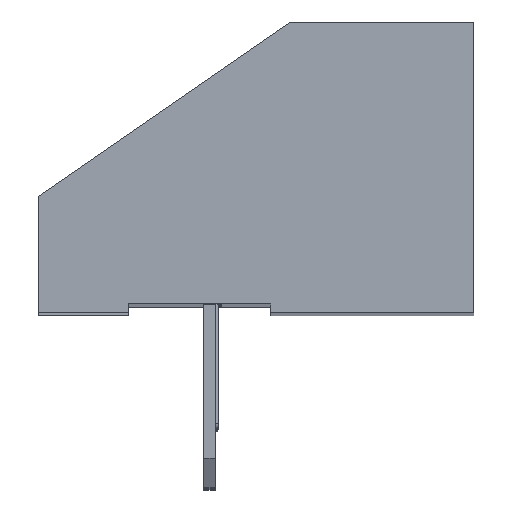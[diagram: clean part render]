
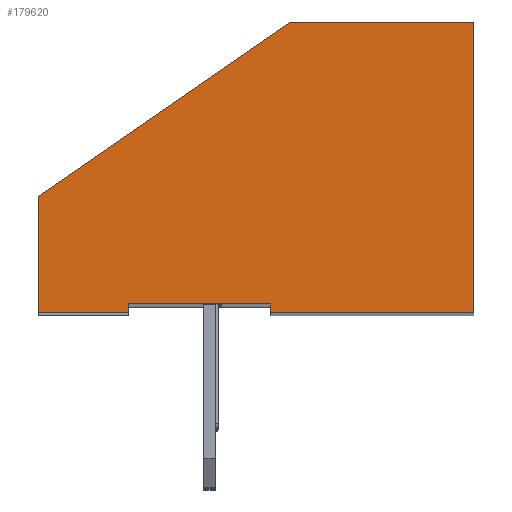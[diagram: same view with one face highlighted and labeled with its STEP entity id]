
A CAD part, top view. The second image highlights one B-rep face of the part: STEP entity #179620.
In plain terms, the highlighted planar face has unit normal (0, 0, 1).
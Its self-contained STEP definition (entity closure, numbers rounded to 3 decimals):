
#200=CARTESIAN_POINT('',(-47.062,2.509,44.66));
#210=VERTEX_POINT('',#200);
#240=CARTESIAN_POINT('',(-47.062,0.,44.66));
#250=DIRECTION('',(0.,1.,0.));
#260=VECTOR('',#250,1.);
#270=LINE('',#240,#260);
#280=CARTESIAN_POINT('',(-47.062,2.359,44.66));
#290=VERTEX_POINT('',#280);
#300=EDGE_CURVE('',#290,#210,#270,.T.);
#94080=CARTESIAN_POINT('',(-51.062,4.359,44.66));
#94090=VERTEX_POINT('',#94080);
#94120=CARTESIAN_POINT('',(-51.062,0.,44.66));
#94130=DIRECTION('',(0.,-1.,0.));
#94140=VECTOR('',#94130,1.);
#94150=LINE('',#94120,#94140);
#94160=CARTESIAN_POINT('',(-51.062,2.359,44.66));
#94170=VERTEX_POINT('',#94160);
#94180=EDGE_CURVE('',#94090,#94170,#94150,.T.);
#106820=CARTESIAN_POINT('',(-46.712,7.359,44.66));
#106830=VERTEX_POINT('',#106820);
#106880=CARTESIAN_POINT('',(-44.6,8.816,44.66));
#106890=DIRECTION('',(-0.823,-0.568,0.));
#106900=VECTOR('',#106890,1.);
#106910=LINE('',#106880,#106900);
#106920=EDGE_CURVE('',#106830,#94090,#106910,.T.);
#107150=CARTESIAN_POINT('',(-49.512,2.509,44.66));
#107160=VERTEX_POINT('',#107150);
#107190=CARTESIAN_POINT('',(-44.6,2.509,44.66));
#107200=DIRECTION('',(-1.,0.,0.));
#107210=VECTOR('',#107200,1.);
#107220=LINE('',#107190,#107210);
#107230=EDGE_CURVE('',#210,#107160,#107220,.T.);
#111780=CARTESIAN_POINT('',(-49.512,2.359,44.66));
#111790=VERTEX_POINT('',#111780);
#111890=CARTESIAN_POINT('',(-44.6,2.359,44.66));
#111900=DIRECTION('',(1.,0.,0.));
#111910=VECTOR('',#111900,1.);
#111920=LINE('',#111890,#111910);
#111930=EDGE_CURVE('',#94170,#111790,#111920,.T.);
#136820=CARTESIAN_POINT('',(-43.562,0.,44.66));
#136830=DIRECTION('',(0.,1.,0.));
#136840=VECTOR('',#136830,1.);
#136850=LINE('',#136820,#136840);
#136860=CARTESIAN_POINT('',(-43.562,2.359,44.66));
#136870=VERTEX_POINT('',#136860);
#136880=CARTESIAN_POINT('',(-43.562,7.359,44.66));
#136890=VERTEX_POINT('',#136880);
#136900=EDGE_CURVE('',#136870,#136890,#136850,.T.);
#143510=CARTESIAN_POINT('',(-44.6,2.359,44.66));
#143520=DIRECTION('',(-1.,0.,0.));
#143530=VECTOR('',#143520,1.);
#143540=LINE('',#143510,#143530);
#143550=EDGE_CURVE('',#136870,#290,#143540,.T.);
#177870=CARTESIAN_POINT('',(-44.6,7.359,44.66));
#177880=DIRECTION('',(-1.,0.,0.));
#177890=VECTOR('',#177880,1.);
#177900=LINE('',#177870,#177890);
#177910=EDGE_CURVE('',#136890,#106830,#177900,.T.);
#179410=CARTESIAN_POINT('',(-46.087,5.009,44.66));
#179420=DIRECTION('',(0.,0.,-1.));
#179430=DIRECTION('',(0.,1.,0.));
#179440=AXIS2_PLACEMENT_3D('',#179410,#179420,#179430);
#179450=PLANE('',#179440);
#179460=ORIENTED_EDGE('',*,*,#136900,.T.);
#179470=ORIENTED_EDGE('',*,*,#143550,.F.);
#179480=ORIENTED_EDGE('',*,*,#300,.F.);
#179490=ORIENTED_EDGE('',*,*,#107230,.F.);
#179500=CARTESIAN_POINT('',(-49.512,0.,44.66));
#179510=DIRECTION('',(0.,1.,0.));
#179520=VECTOR('',#179510,1.);
#179530=LINE('',#179500,#179520);
#179540=EDGE_CURVE('',#111790,#107160,#179530,.T.);
#179550=ORIENTED_EDGE('',*,*,#179540,.T.);
#179560=ORIENTED_EDGE('',*,*,#111930,.T.);
#179570=ORIENTED_EDGE('',*,*,#94180,.T.);
#179580=ORIENTED_EDGE('',*,*,#106920,.T.);
#179590=ORIENTED_EDGE('',*,*,#177910,.T.);
#179600=EDGE_LOOP('',(#179590,#179580,#179570,#179560,#179550,#179490,
#179480,#179470,#179460));
#179610=FACE_OUTER_BOUND('',#179600,.T.);
#179620=ADVANCED_FACE('',(#179610),#179450,.F.);
